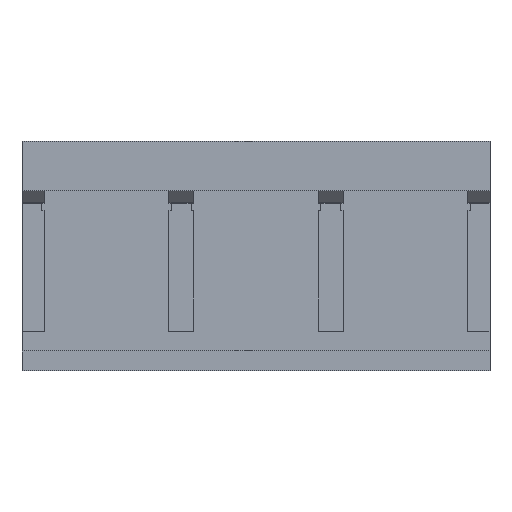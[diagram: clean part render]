
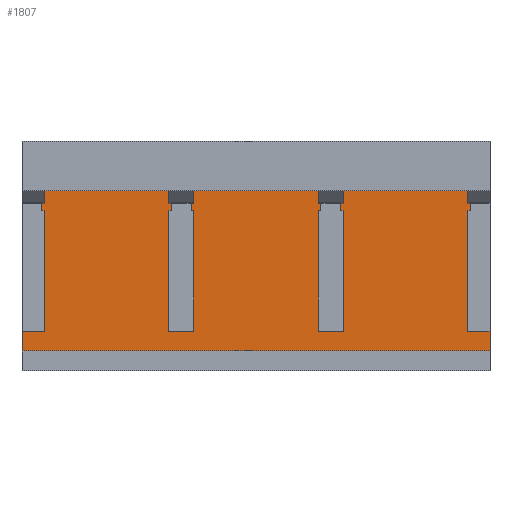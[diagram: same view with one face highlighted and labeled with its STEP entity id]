
A CAD part, top view. The second image highlights one B-rep face of the part: STEP entity #1807.
In plain terms, the highlighted planar face has unit normal (0, 0, 1).
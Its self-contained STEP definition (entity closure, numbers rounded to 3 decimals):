
#142=LINE('',#2487,#374);
#158=LINE('',#2517,#390);
#166=LINE('',#2531,#398);
#194=LINE('',#2588,#426);
#197=LINE('',#2595,#429);
#211=LINE('',#2623,#443);
#219=LINE('',#2640,#451);
#239=LINE('',#2679,#471);
#252=LINE('',#2703,#484);
#260=LINE('',#2721,#492);
#269=LINE('',#2741,#501);
#296=LINE('',#2793,#528);
#306=LINE('',#2808,#538);
#311=LINE('',#2822,#543);
#312=LINE('',#2825,#544);
#313=LINE('',#2826,#545);
#374=VECTOR('',#2040,1000.);
#390=VECTOR('',#2064,1000.);
#398=VECTOR('',#2074,1000.);
#426=VECTOR('',#2122,1000.);
#429=VECTOR('',#2129,1000.);
#443=VECTOR('',#2155,1000.);
#451=VECTOR('',#2167,1000.);
#471=VECTOR('',#2199,1000.);
#484=VECTOR('',#2222,1000.);
#492=VECTOR('',#2242,1000.);
#501=VECTOR('',#2255,1000.);
#528=VECTOR('',#2298,1000.);
#538=VECTOR('',#2310,1000.);
#543=VECTOR('',#2333,1000.);
#544=VECTOR('',#2336,1000.);
#545=VECTOR('',#2337,1000.);
#649=FACE_OUTER_BOUND('',#747,.T.);
#747=EDGE_LOOP('',(#1593,#1594,#1595,#1596,#1597,#1598,#1599,#1600,#1601,
#1602,#1603,#1604,#1605,#1606,#1607,#1608));
#807=VERTEX_POINT('',#2484);
#808=VERTEX_POINT('',#2486);
#817=VERTEX_POINT('',#2514);
#823=VERTEX_POINT('',#2529);
#839=VERTEX_POINT('',#2580);
#842=VERTEX_POINT('',#2586);
#844=VERTEX_POINT('',#2594);
#852=VERTEX_POINT('',#2622);
#857=VERTEX_POINT('',#2636);
#859=VERTEX_POINT('',#2639);
#872=VERTEX_POINT('',#2678);
#882=VERTEX_POINT('',#2720);
#889=VERTEX_POINT('',#2737);
#891=VERTEX_POINT('',#2740);
#908=VERTEX_POINT('',#2792);
#913=VERTEX_POINT('',#2824);
#978=EDGE_CURVE('',#807,#808,#142,.T.);
#994=EDGE_CURVE('',#817,#807,#158,.T.);
#1002=EDGE_CURVE('',#823,#817,#166,.T.);
#1030=EDGE_CURVE('',#842,#839,#194,.T.);
#1033=EDGE_CURVE('',#844,#839,#197,.T.);
#1047=EDGE_CURVE('',#852,#844,#211,.T.);
#1055=EDGE_CURVE('',#857,#859,#219,.T.);
#1075=EDGE_CURVE('',#872,#859,#239,.T.);
#1088=EDGE_CURVE('',#852,#857,#252,.T.);
#1096=EDGE_CURVE('',#882,#872,#260,.T.);
#1105=EDGE_CURVE('',#889,#891,#269,.T.);
#1132=EDGE_CURVE('',#908,#891,#296,.T.);
#1142=EDGE_CURVE('',#882,#889,#306,.T.);
#1147=EDGE_CURVE('',#823,#908,#311,.T.);
#1148=EDGE_CURVE('',#842,#913,#312,.T.);
#1149=EDGE_CURVE('',#808,#913,#313,.T.);
#1593=ORIENTED_EDGE('',*,*,#1147,.T.);
#1594=ORIENTED_EDGE('',*,*,#1132,.T.);
#1595=ORIENTED_EDGE('',*,*,#1105,.F.);
#1596=ORIENTED_EDGE('',*,*,#1142,.F.);
#1597=ORIENTED_EDGE('',*,*,#1096,.T.);
#1598=ORIENTED_EDGE('',*,*,#1075,.T.);
#1599=ORIENTED_EDGE('',*,*,#1055,.F.);
#1600=ORIENTED_EDGE('',*,*,#1088,.F.);
#1601=ORIENTED_EDGE('',*,*,#1047,.T.);
#1602=ORIENTED_EDGE('',*,*,#1033,.T.);
#1603=ORIENTED_EDGE('',*,*,#1030,.F.);
#1604=ORIENTED_EDGE('',*,*,#1148,.T.);
#1605=ORIENTED_EDGE('',*,*,#1149,.F.);
#1606=ORIENTED_EDGE('',*,*,#978,.F.);
#1607=ORIENTED_EDGE('',*,*,#994,.F.);
#1608=ORIENTED_EDGE('',*,*,#1002,.F.);
#1717=PLANE('',#1919);
#1807=ADVANCED_FACE('',(#649),#1717,.T.);
#1919=AXIS2_PLACEMENT_3D('',#2823,#2334,#2335);
#2040=DIRECTION('',(0.,-1.,0.));
#2064=DIRECTION('',(1.,0.,0.));
#2074=DIRECTION('',(0.,-1.,0.));
#2122=DIRECTION('',(1.,0.,0.));
#2129=DIRECTION('',(0.,-1.,0.));
#2155=DIRECTION('',(-1.,0.,0.));
#2167=DIRECTION('',(1.,0.,0.));
#2199=DIRECTION('',(0.,-1.,0.));
#2222=DIRECTION('',(0.,-1.,0.));
#2242=DIRECTION('',(-1.,0.,0.));
#2255=DIRECTION('',(1.,0.,0.));
#2298=DIRECTION('',(0.,-1.,0.));
#2310=DIRECTION('',(0.,-1.,0.));
#2333=DIRECTION('',(-1.,0.,0.));
#2334=DIRECTION('center_axis',(0.,0.,1.));
#2335=DIRECTION('ref_axis',(1.,0.,0.));
#2336=DIRECTION('',(0.,-1.,0.));
#2337=DIRECTION('',(-1.,0.,0.));
#2484=CARTESIAN_POINT('',(32.125,4.,2.));
#2486=CARTESIAN_POINT('',(32.125,2.,2.));
#2487=CARTESIAN_POINT('',(32.125,7.125,2.));
#2514=CARTESIAN_POINT('',(30.125,4.,2.));
#2517=CARTESIAN_POINT('',(31.,4.,2.));
#2529=CARTESIAN_POINT('',(30.125,20.25,2.));
#2531=CARTESIAN_POINT('',(30.125,11.125,2.));
#2580=CARTESIAN_POINT('',(-13.325,4.,2.));
#2586=CARTESIAN_POINT('',(-15.325,4.,2.));
#2588=CARTESIAN_POINT('',(-14.2,4.,2.));
#2594=CARTESIAN_POINT('',(-13.325,20.25,2.));
#2595=CARTESIAN_POINT('',(-13.325,11.125,2.));
#2622=CARTESIAN_POINT('',(-0.175,20.25,2.));
#2623=CARTESIAN_POINT('',(-9.55,20.25,2.));
#2636=CARTESIAN_POINT('',(-0.175,4.,2.));
#2639=CARTESIAN_POINT('',(1.825,4.,2.));
#2640=CARTESIAN_POINT('',(0.825,4.,2.));
#2678=CARTESIAN_POINT('',(1.825,20.25,2.));
#2679=CARTESIAN_POINT('',(1.825,11.125,2.));
#2703=CARTESIAN_POINT('',(-0.175,11.125,2.));
#2720=CARTESIAN_POINT('',(14.975,20.25,2.));
#2721=CARTESIAN_POINT('',(5.6,20.25,2.));
#2737=CARTESIAN_POINT('',(14.975,4.,2.));
#2740=CARTESIAN_POINT('',(16.975,4.,2.));
#2741=CARTESIAN_POINT('',(15.975,4.,2.));
#2792=CARTESIAN_POINT('',(16.975,20.25,2.));
#2793=CARTESIAN_POINT('',(16.975,11.125,2.));
#2808=CARTESIAN_POINT('',(14.975,11.125,2.));
#2822=CARTESIAN_POINT('',(20.75,20.25,2.));
#2823=CARTESIAN_POINT('Origin',(5.6,11.125,2.));
#2824=CARTESIAN_POINT('',(-15.325,2.,2.));
#2825=CARTESIAN_POINT('',(-15.325,7.125,2.));
#2826=CARTESIAN_POINT('',(0.,2.,2.));
